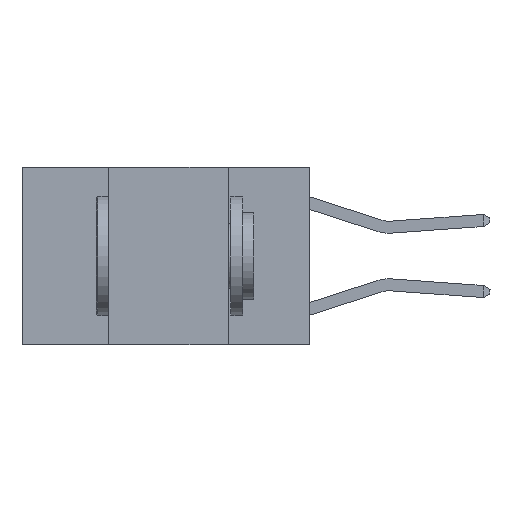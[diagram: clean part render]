
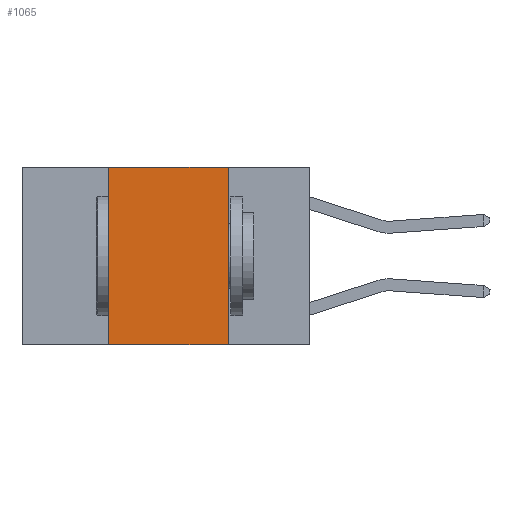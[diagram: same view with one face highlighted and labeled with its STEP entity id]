
A CAD part, left-side view. The second image highlights one B-rep face of the part: STEP entity #1065.
In plain terms, the highlighted planar face has unit normal (-1, 0, 0).
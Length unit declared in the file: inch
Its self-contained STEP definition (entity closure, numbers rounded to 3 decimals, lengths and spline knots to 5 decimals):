
#56 = DIRECTION ( 'NONE',  ( 0., 0., -1. ) ) ;
#475 = EDGE_CURVE ( 'NONE', #11211, #5666, #18603, .T. ) ;
#1065 = ADVANCED_FACE ( 'NONE', ( #2040 ), #4671, .F. ) ;
#2040 = FACE_OUTER_BOUND ( 'NONE', #28995, .T. ) ;
#4136 = AXIS2_PLACEMENT_3D ( 'NONE', #19028, #21430, #7084 ) ;
#4596 = VECTOR ( 'NONE', #56, 39.37008 ) ;
#4671 = PLANE ( 'NONE',  #4136 ) ;
#4830 = CARTESIAN_POINT ( 'NONE',  ( 0., 0.17, 0. ) ) ;
#4877 = VECTOR ( 'NONE', #20628, 39.37008 ) ;
#5251 = CARTESIAN_POINT ( 'NONE',  ( 0., 0.17, -0.37 ) ) ;
#5666 = VERTEX_POINT ( 'NONE', #5251 ) ;
#6266 = CARTESIAN_POINT ( 'NONE',  ( 0., 0.6, 0. ) ) ;
#7084 = DIRECTION ( 'NONE',  ( 0., 0., -1. ) ) ;
#11211 = VERTEX_POINT ( 'NONE', #29665 ) ;
#11746 = EDGE_CURVE ( 'NONE', #11211, #16108, #24035, .T. ) ;
#11775 = DIRECTION ( 'NONE',  ( 0., -1., 0. ) ) ;
#12212 = VECTOR ( 'NONE', #11775, 39.37008 ) ;
#12614 = EDGE_CURVE ( 'NONE', #16108, #16063, #23979, .T. ) ;
#12757 = ORIENTED_EDGE ( 'NONE', *, *, #11746, .F. ) ;
#14101 = CARTESIAN_POINT ( 'NONE',  ( 0., 0.6, -0.37 ) ) ;
#14566 = EDGE_CURVE ( 'NONE', #16063, #5666, #24440, .T. ) ;
#14793 = CARTESIAN_POINT ( 'NONE',  ( 0., 0.42, 0. ) ) ;
#16063 = VERTEX_POINT ( 'NONE', #24733 ) ;
#16108 = VERTEX_POINT ( 'NONE', #29451 ) ;
#17661 = ORIENTED_EDGE ( 'NONE', *, *, #14566, .F. ) ;
#18603 = LINE ( 'NONE', #14101, #12212 ) ;
#19028 = CARTESIAN_POINT ( 'NONE',  ( 0., 0.6, 0. ) ) ;
#19181 = ORIENTED_EDGE ( 'NONE', *, *, #475, .T. ) ;
#20628 = DIRECTION ( 'NONE',  ( 0., -1., 0. ) ) ;
#21430 = DIRECTION ( 'NONE',  ( 1., 0., 0. ) ) ;
#23290 = VECTOR ( 'NONE', #24429, 39.37008 ) ;
#23979 = LINE ( 'NONE', #6266, #4877 ) ;
#24035 = LINE ( 'NONE', #14793, #23290 ) ;
#24429 = DIRECTION ( 'NONE',  ( 0., 0., 1. ) ) ;
#24440 = LINE ( 'NONE', #4830, #4596 ) ;
#24733 = CARTESIAN_POINT ( 'NONE',  ( 0., 0.17, 0. ) ) ;
#28995 = EDGE_LOOP ( 'NONE', ( #17661, #30237, #12757, #19181 ) ) ;
#29451 = CARTESIAN_POINT ( 'NONE',  ( 0., 0.42, 0. ) ) ;
#29665 = CARTESIAN_POINT ( 'NONE',  ( 0., 0.42, -0.37 ) ) ;
#30237 = ORIENTED_EDGE ( 'NONE', *, *, #12614, .F. ) ;
